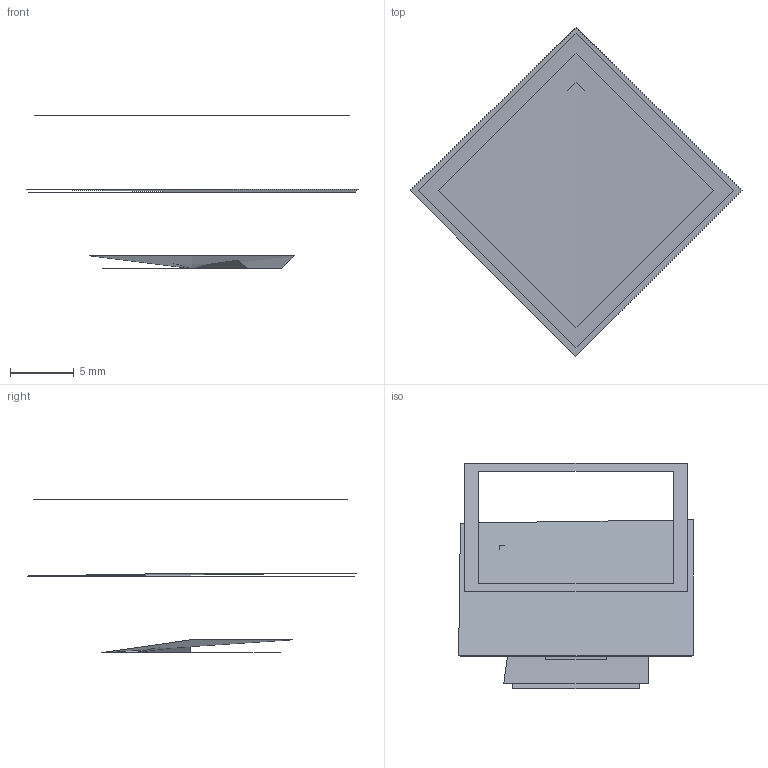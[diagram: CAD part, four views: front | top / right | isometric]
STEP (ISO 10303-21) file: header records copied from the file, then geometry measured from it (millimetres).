
FILE_DESCRIPTION( ( 'Unknown' ), '1' );
FILE_NAME( '6339015_ZB26_M08.stp', 'Unknown', ( 'Unknown' ), ( 'Unknown' ), 'PSStep 11.0', 'Unknown', ' ' );
FILE_SCHEMA( ( 'AUTOMOTIVE_DESIGN { 1 0 10303 214 1 1 1 1 }' ) );
Length unit declared in the file: millimetre
Products named in the file (1): 6339015
Bounding box: 26 x 25.8 x 12 mm (x, y, z)
Volume: 695.2 mm3; surface area: 590.5 mm2
Topology: 1 solids, 2 shells, 16 faces, 16 edges, 16 vertices
Faces by surface type: torus 4, plane 3, cone 3, cylinder 3, sphere 2, bspline 1
Full cylindrical faces by diameter (mm): 6.647 x2, 16 x1
Entity records: 477 total; most frequent: CARTESIAN_POINT 74, DIRECTION 60, AXIS2_PLACEMENT_3D 30, EDGE_LOOP 28, ORIENTED_EDGE 28, FACE_OUTER_BOUND 23, STYLED_ITEM 16, PRESENTATION_STYLE_ASSIGNMENT 16
